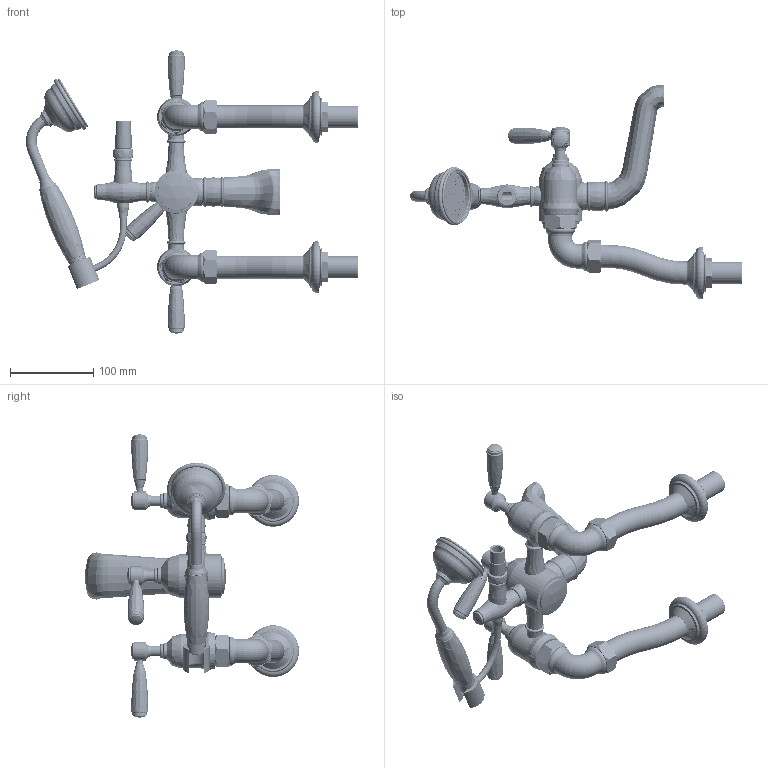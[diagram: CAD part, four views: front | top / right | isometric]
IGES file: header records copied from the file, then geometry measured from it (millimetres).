
Global section: file name: No Iges File Name specified; native system: Autodesk Inventor 2010; preprocessor: AutoDesk Inventor Iges Exporter R2010; author: adaniels; date: 20101210.121903; units: millimetre
Bounding box: 397.67 x 256.3 x 339.4 mm (x, y, z)
Volume: 893644.8 mm3; surface area: 413026.7 mm2
Topology: 98 solids, 98 shells, 3956 faces, 10069 edges, 6319 vertices
Faces by surface type: plane 1363, revolution 786, bspline 659, cylinder 657, torus 303, cone 174, sphere 14
